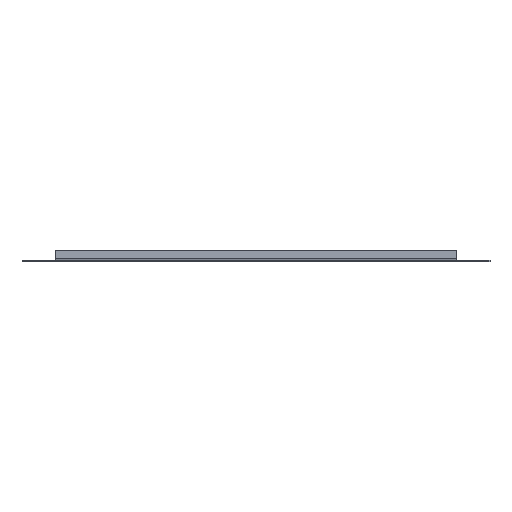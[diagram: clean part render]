
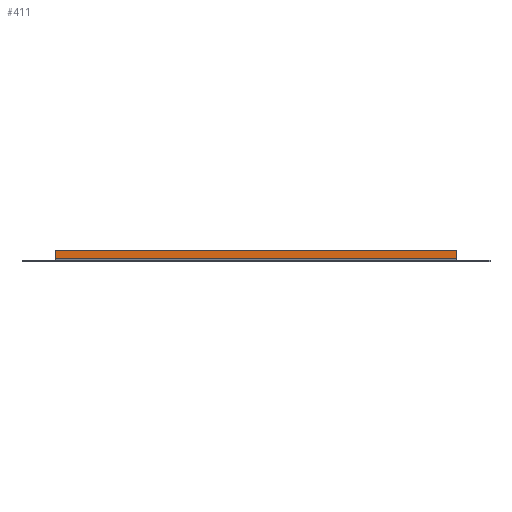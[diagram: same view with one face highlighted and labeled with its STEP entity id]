
A CAD part, front view. The second image highlights one B-rep face of the part: STEP entity #411.
In plain terms, the highlighted planar face has unit normal (0, -1, 0).
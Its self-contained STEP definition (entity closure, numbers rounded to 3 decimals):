
#15 = ORIENTED_EDGE ( 'NONE', *, *, #830, .F. ) ;
#25 = LINE ( 'NONE', #673, #747 ) ;
#48 = DIRECTION ( 'NONE',  ( 1., 0., 0. ) ) ;
#59 = FACE_OUTER_BOUND ( 'NONE', #996, .T. ) ;
#61 = LINE ( 'NONE', #801, #1195 ) ;
#148 = CARTESIAN_POINT ( 'NONE',  ( 23.5, -2.5, 1.3 ) ) ;
#149 = ORIENTED_EDGE ( 'NONE', *, *, #1171, .F. ) ;
#152 = DIRECTION ( 'NONE',  ( 0., 0., -1. ) ) ;
#218 = DIRECTION ( 'NONE',  ( 0., 0., -1. ) ) ;
#220 = VECTOR ( 'NONE', #218, 1000. ) ;
#252 = CARTESIAN_POINT ( 'NONE',  ( 308.5, -2.5, 7. ) ) ;
#276 = DIRECTION ( 'NONE',  ( 0., 0., 1. ) ) ;
#305 = LINE ( 'NONE', #311, #220 ) ;
#311 = CARTESIAN_POINT ( 'NONE',  ( 308.5, -2.5, 0. ) ) ;
#342 = CARTESIAN_POINT ( 'NONE',  ( 23.5, -2.5, 7. ) ) ;
#402 = DIRECTION ( 'NONE',  ( -1., 0., 0. ) ) ;
#411 = ADVANCED_FACE ( 'NONE', ( #59 ), #702, .F. ) ;
#458 = VERTEX_POINT ( 'NONE', #342 ) ;
#571 = ORIENTED_EDGE ( 'NONE', *, *, #756, .F. ) ;
#575 = CARTESIAN_POINT ( 'NONE',  ( 308.5, -2.5, 1.3 ) ) ;
#608 = VERTEX_POINT ( 'NONE', #575 ) ;
#644 = AXIS2_PLACEMENT_3D ( 'NONE', #985, #689, #152 ) ;
#673 = CARTESIAN_POINT ( 'NONE',  ( 23.5, -2.5, 1.3 ) ) ;
#689 = DIRECTION ( 'NONE',  ( 0., 1., 0. ) ) ;
#702 = PLANE ( 'NONE',  #644 ) ;
#747 = VECTOR ( 'NONE', #402, 1000. ) ;
#756 = EDGE_CURVE ( 'NONE', #608, #1050, #25, .T. ) ;
#801 = CARTESIAN_POINT ( 'NONE',  ( 308.5, -2.5, 7. ) ) ;
#830 = EDGE_CURVE ( 'NONE', #1034, #608, #305, .T. ) ;
#847 = VECTOR ( 'NONE', #276, 1000. ) ;
#985 = CARTESIAN_POINT ( 'NONE',  ( 0., -2.5, 0. ) ) ;
#996 = EDGE_LOOP ( 'NONE', ( #571, #15, #1056, #149 ) ) ;
#1017 = LINE ( 'NONE', #1128, #847 ) ;
#1026 = EDGE_CURVE ( 'NONE', #458, #1034, #61, .T. ) ;
#1034 = VERTEX_POINT ( 'NONE', #252 ) ;
#1050 = VERTEX_POINT ( 'NONE', #148 ) ;
#1056 = ORIENTED_EDGE ( 'NONE', *, *, #1026, .F. ) ;
#1128 = CARTESIAN_POINT ( 'NONE',  ( 23.5, -2.5, 7. ) ) ;
#1171 = EDGE_CURVE ( 'NONE', #1050, #458, #1017, .T. ) ;
#1195 = VECTOR ( 'NONE', #48, 1000. ) ;
